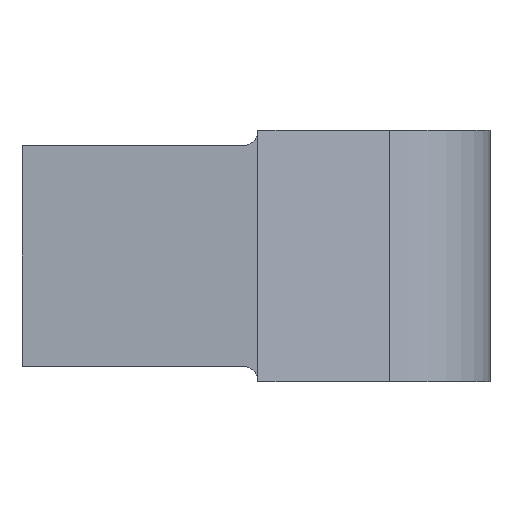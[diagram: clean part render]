
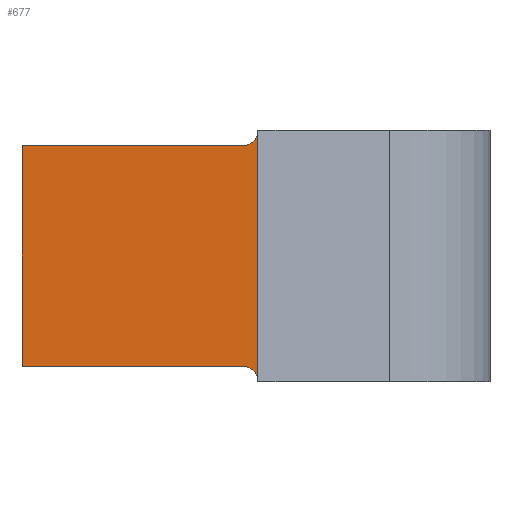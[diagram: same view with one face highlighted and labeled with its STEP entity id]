
A CAD part, left-side view. The second image highlights one B-rep face of the part: STEP entity #677.
In plain terms, the highlighted planar face has unit normal (-1, 0, 0).
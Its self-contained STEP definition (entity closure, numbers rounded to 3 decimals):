
#24 = CARTESIAN_POINT ( 'NONE',  ( 0., -75., -80. ) ) ;
#42 = CIRCLE ( 'NONE', #306, 10. ) ;
#48 = EDGE_CURVE ( 'NONE', #782, #553, #894, .T. ) ;
#57 = ORIENTED_EDGE ( 'NONE', *, *, #1143, .T. ) ;
#66 = VERTEX_POINT ( 'NONE', #867 ) ;
#74 = CARTESIAN_POINT ( 'NONE',  ( 0., -65., -70. ) ) ;
#79 = DIRECTION ( 'NONE',  ( 0., 0., 1. ) ) ;
#89 = VERTEX_POINT ( 'NONE', #74 ) ;
#119 = ORIENTED_EDGE ( 'NONE', *, *, #350, .T. ) ;
#190 = LINE ( 'NONE', #654, #1168 ) ;
#273 = CARTESIAN_POINT ( 'NONE',  ( 0., -75., 80. ) ) ;
#274 = CARTESIAN_POINT ( 'NONE',  ( 0., -75., -70. ) ) ;
#276 = DIRECTION ( 'NONE',  ( 1., 0., 0. ) ) ;
#306 = AXIS2_PLACEMENT_3D ( 'NONE', #671, #323, #772 ) ;
#309 = VERTEX_POINT ( 'NONE', #1468 ) ;
#313 = ORIENTED_EDGE ( 'NONE', *, *, #1191, .F. ) ;
#323 = DIRECTION ( 'NONE',  ( 1., 0., 0. ) ) ;
#343 = VECTOR ( 'NONE', #1369, 1000. ) ;
#350 = EDGE_CURVE ( 'NONE', #782, #66, #42, .T. ) ;
#414 = CARTESIAN_POINT ( 'NONE',  ( 0., -75., 70. ) ) ;
#429 = EDGE_CURVE ( 'NONE', #309, #1309, #190, .T. ) ;
#502 = CARTESIAN_POINT ( 'NONE',  ( 0., -65., -80. ) ) ;
#553 = VERTEX_POINT ( 'NONE', #24 ) ;
#619 = ORIENTED_EDGE ( 'NONE', *, *, #429, .F. ) ;
#634 = DIRECTION ( 'NONE',  ( 1., 0., 0. ) ) ;
#654 = CARTESIAN_POINT ( 'NONE',  ( 0., 75., -70. ) ) ;
#671 = CARTESIAN_POINT ( 'NONE',  ( 0., -65., 80. ) ) ;
#677 = ADVANCED_FACE ( 'NONE', ( #743 ), #1204, .F. ) ;
#743 = FACE_OUTER_BOUND ( 'NONE', #1428, .T. ) ;
#772 = DIRECTION ( 'NONE',  ( 0., 0., -1. ) ) ;
#782 = VERTEX_POINT ( 'NONE', #273 ) ;
#803 = AXIS2_PLACEMENT_3D ( 'NONE', #502, #276, #949 ) ;
#836 = CARTESIAN_POINT ( 'NONE',  ( 0., 75., 70. ) ) ;
#852 = VECTOR ( 'NONE', #982, 1000. ) ;
#866 = LINE ( 'NONE', #414, #852 ) ;
#867 = CARTESIAN_POINT ( 'NONE',  ( 0., -65., 70. ) ) ;
#884 = ORIENTED_EDGE ( 'NONE', *, *, #1346, .F. ) ;
#894 = LINE ( 'NONE', #1466, #343 ) ;
#918 = ORIENTED_EDGE ( 'NONE', *, *, #48, .F. ) ;
#949 = DIRECTION ( 'NONE',  ( 0., 0., -1. ) ) ;
#974 = LINE ( 'NONE', #274, #1268 ) ;
#982 = DIRECTION ( 'NONE',  ( 0., -1., 0. ) ) ;
#988 = DIRECTION ( 'NONE',  ( 0., 1., 0. ) ) ;
#1093 = DIRECTION ( 'NONE',  ( 0., 0., -1. ) ) ;
#1098 = AXIS2_PLACEMENT_3D ( 'NONE', #1447, #634, #1093 ) ;
#1143 = EDGE_CURVE ( 'NONE', #89, #553, #1459, .T. ) ;
#1168 = VECTOR ( 'NONE', #79, 1000. ) ;
#1191 = EDGE_CURVE ( 'NONE', #1309, #66, #866, .T. ) ;
#1204 = PLANE ( 'NONE',  #1098 ) ;
#1268 = VECTOR ( 'NONE', #988, 1000. ) ;
#1309 = VERTEX_POINT ( 'NONE', #836 ) ;
#1346 = EDGE_CURVE ( 'NONE', #89, #309, #974, .T. ) ;
#1369 = DIRECTION ( 'NONE',  ( 0., 0., -1. ) ) ;
#1428 = EDGE_LOOP ( 'NONE', ( #313, #619, #884, #57, #918, #119 ) ) ;
#1447 = CARTESIAN_POINT ( 'NONE',  ( 0., 0., 0. ) ) ;
#1459 = CIRCLE ( 'NONE', #803, 10. ) ;
#1466 = CARTESIAN_POINT ( 'NONE',  ( 0., -75., -70. ) ) ;
#1468 = CARTESIAN_POINT ( 'NONE',  ( 0., 75., -70. ) ) ;
